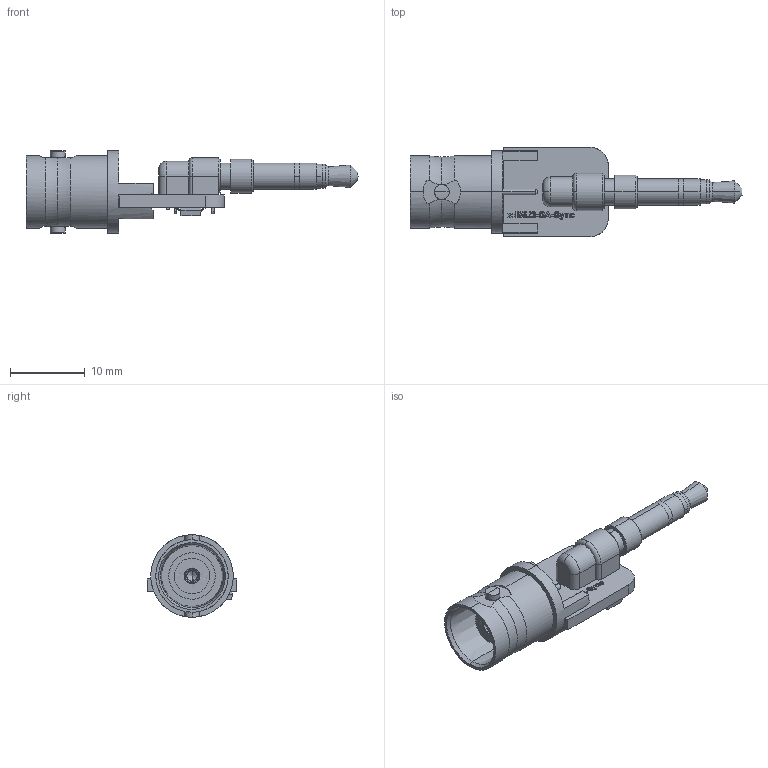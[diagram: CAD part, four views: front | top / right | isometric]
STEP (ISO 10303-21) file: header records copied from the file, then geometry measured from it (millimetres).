
FILE_DESCRIPTION (( 'STEP AP214' ), '1' );
FILE_NAME ('x-IMU3-SA-Sync.step', '2024-04-27T18:39:28', ( '' ), ( '' ), 'SwSTEP 2.0', 'SolidWorks 2018', '' );
FILE_SCHEMA (( 'AUTOMOTIVE_DESIGN' ));
Length unit declared in the file: millimetre
Products named in the file (3): x-IMU3-SA-Sync; Components; Board
Assembly tree (2 placements, depth 2):
  x-IMU3-SA-Sync
    Board
    Components
Bounding box: 44.32 x 12 x 11 mm (x, y, z)
Volume: 265.1 mm3; surface area: 2034.4 mm2
Topology: 1 solids, 21 shells, 727 faces, 1827 edges, 1169 vertices
Faces by surface type: plane 439, cylinder 145, bspline 90, cone 29, sphere 16, torus 8
Entity records: 34259 total; most frequent: CARTESIAN_POINT 11849, ORIENTED_EDGE 3597, DIRECTION 2418, EDGE_CURVE 1817, VERTEX_POINT 1169, B_SPLINE_CURVE_WITH_KNOTS 846, AXIS2_PLACEMENT_3D 812, LINE 794
